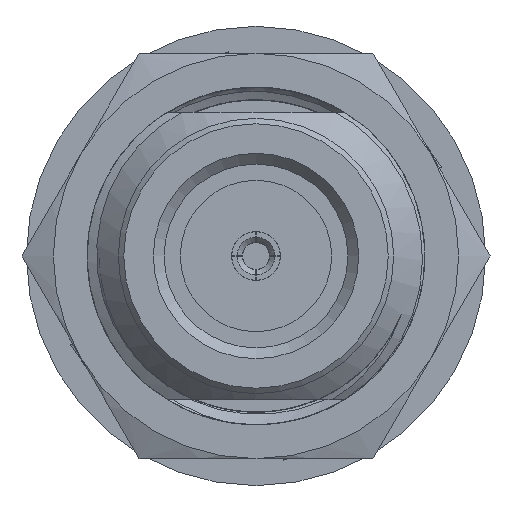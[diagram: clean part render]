
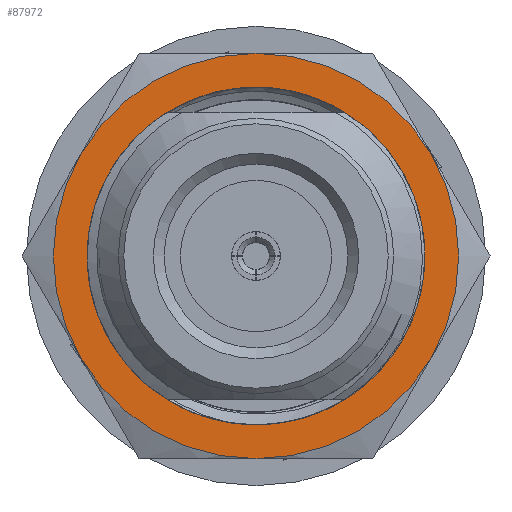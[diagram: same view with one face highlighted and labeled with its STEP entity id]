
A CAD part, left-side view. The second image highlights one B-rep face of the part: STEP entity #87972.
In plain terms, the highlighted planar face has unit normal (-1, 0, 0).
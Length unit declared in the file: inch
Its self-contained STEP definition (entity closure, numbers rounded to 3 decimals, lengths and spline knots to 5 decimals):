
#182 = CARTESIAN_POINT ( 'NONE',  ( 0.587, 0., 0. ) ) ;
#337 = VERTEX_POINT ( 'NONE', #60932 ) ;
#670 = EDGE_CURVE ( 'NONE', #68788, #337, #54066, .T. ) ;
#802 = CARTESIAN_POINT ( 'NONE',  ( 0.587, 0.32476, 0.1875 ) ) ;
#3047 = CARTESIAN_POINT ( 'NONE',  ( 0.587, 0., 0. ) ) ;
#3669 = AXIS2_PLACEMENT_3D ( 'NONE', #5069, #32090, #25701 ) ;
#4420 = CIRCLE ( 'NONE', #77262, 0.375 ) ;
#4525 = VERTEX_POINT ( 'NONE', #36189 ) ;
#5069 = CARTESIAN_POINT ( 'NONE',  ( 0.587, 0., 0. ) ) ;
#5228 = FACE_OUTER_BOUND ( 'NONE', #86968, .T. ) ;
#5265 = DIRECTION ( 'NONE',  ( 0., 0.5, -0.866 ) ) ;
#6292 = CARTESIAN_POINT ( 'NONE',  ( 0.587, 0.07001, -0.30456 ) ) ;
#6618 = DIRECTION ( 'NONE',  ( 0., 0.5, -0.866 ) ) ;
#10665 = EDGE_CURVE ( 'NONE', #41117, #76953, #73484, .T. ) ;
#10844 = DIRECTION ( 'NONE',  ( 0., 0.5, -0.866 ) ) ;
#11745 = DIRECTION ( 'NONE',  ( -1., 0., 0. ) ) ;
#11969 = EDGE_CURVE ( 'NONE', #64435, #44057, #13767, .T. ) ;
#13767 = CIRCLE ( 'NONE', #77748, 0.375 ) ;
#17292 = DIRECTION ( 'NONE',  ( -1., 0., 0. ) ) ;
#17893 = CIRCLE ( 'NONE', #88581, 0.375 ) ;
#18819 = AXIS2_PLACEMENT_3D ( 'NONE', #61354, #19988, #6618 ) ;
#19688 = CARTESIAN_POINT ( 'NONE',  ( 0.587, 0., -0.375 ) ) ;
#19988 = DIRECTION ( 'NONE',  ( -1., 0., 0. ) ) ;
#22880 = ORIENTED_EDGE ( 'NONE', *, *, #40383, .F. ) ;
#25701 = DIRECTION ( 'NONE',  ( 0., 0.5, -0.866 ) ) ;
#26404 = DIRECTION ( 'NONE',  ( -1., 0., 0. ) ) ;
#26866 = ORIENTED_EDGE ( 'NONE', *, *, #50280, .T. ) ;
#32078 = CARTESIAN_POINT ( 'NONE',  ( 0.587, 0., 0. ) ) ;
#32090 = DIRECTION ( 'NONE',  ( -1., 0., 0. ) ) ;
#32846 = CIRCLE ( 'NONE', #46258, 0.375 ) ;
#33395 = PLANE ( 'NONE',  #18819 ) ;
#33843 = EDGE_CURVE ( 'NONE', #337, #64435, #17893, .T. ) ;
#36189 = CARTESIAN_POINT ( 'NONE',  ( 0.587, 0.32476, -0.1875 ) ) ;
#37383 = CIRCLE ( 'NONE', #3669, 0.3125 ) ;
#38510 = CARTESIAN_POINT ( 'NONE',  ( 0.587, 0., 0. ) ) ;
#40383 = EDGE_CURVE ( 'NONE', #76953, #41117, #37383, .T. ) ;
#40909 = ORIENTED_EDGE ( 'NONE', *, *, #79197, .T. ) ;
#41117 = VERTEX_POINT ( 'NONE', #51533 ) ;
#41793 = DIRECTION ( 'NONE',  ( -1., 0., 0. ) ) ;
#43506 = ORIENTED_EDGE ( 'NONE', *, *, #33843, .T. ) ;
#44057 = VERTEX_POINT ( 'NONE', #802 ) ;
#44064 = DIRECTION ( 'NONE',  ( 0., 0.5, -0.866 ) ) ;
#45465 = DIRECTION ( 'NONE',  ( -1., 0., 0. ) ) ;
#46258 = AXIS2_PLACEMENT_3D ( 'NONE', #88977, #26404, #54372 ) ;
#46888 = DIRECTION ( 'NONE',  ( -1., 0., 0. ) ) ;
#49677 = CARTESIAN_POINT ( 'NONE',  ( 0.587, 0., 0. ) ) ;
#50280 = EDGE_CURVE ( 'NONE', #87808, #68788, #32846, .T. ) ;
#50867 = DIRECTION ( 'NONE',  ( -1., 0., 0. ) ) ;
#50989 = AXIS2_PLACEMENT_3D ( 'NONE', #87861, #46888, #5265 ) ;
#51533 = CARTESIAN_POINT ( 'NONE',  ( 0.587, 0.26486, -0.16585 ) ) ;
#54066 = CIRCLE ( 'NONE', #65363, 0.375 ) ;
#54372 = DIRECTION ( 'NONE',  ( 0., 0.5, -0.866 ) ) ;
#54390 = EDGE_LOOP ( 'NONE', ( #22880, #78023 ) ) ;
#54468 = CARTESIAN_POINT ( 'NONE',  ( 0.587, -0.32476, -0.1875 ) ) ;
#60932 = CARTESIAN_POINT ( 'NONE',  ( 0.587, -0.32476, 0.1875 ) ) ;
#61354 = CARTESIAN_POINT ( 'NONE',  ( 0.587, 0., 0. ) ) ;
#64435 = VERTEX_POINT ( 'NONE', #86492 ) ;
#64693 = EDGE_CURVE ( 'NONE', #44057, #4525, #4420, .T. ) ;
#65363 = AXIS2_PLACEMENT_3D ( 'NONE', #49677, #50867, #85482 ) ;
#68788 = VERTEX_POINT ( 'NONE', #54468 ) ;
#73484 = CIRCLE ( 'NONE', #50989, 0.3125 ) ;
#76953 = VERTEX_POINT ( 'NONE', #6292 ) ;
#77036 = CIRCLE ( 'NONE', #80981, 0.375 ) ;
#77037 = ORIENTED_EDGE ( 'NONE', *, *, #11969, .T. ) ;
#77262 = AXIS2_PLACEMENT_3D ( 'NONE', #38510, #11745, #10844 ) ;
#77748 = AXIS2_PLACEMENT_3D ( 'NONE', #32078, #45465, #80699 ) ;
#78023 = ORIENTED_EDGE ( 'NONE', *, *, #10665, .F. ) ;
#79197 = EDGE_CURVE ( 'NONE', #4525, #87808, #77036, .T. ) ;
#80699 = DIRECTION ( 'NONE',  ( 0., 0.5, -0.866 ) ) ;
#80981 = AXIS2_PLACEMENT_3D ( 'NONE', #3047, #17292, #44064 ) ;
#81772 = ORIENTED_EDGE ( 'NONE', *, *, #64693, .T. ) ;
#82574 = ORIENTED_EDGE ( 'NONE', *, *, #670, .T. ) ;
#82824 = DIRECTION ( 'NONE',  ( 0., 0.5, -0.866 ) ) ;
#85482 = DIRECTION ( 'NONE',  ( 0., 0.5, -0.866 ) ) ;
#86492 = CARTESIAN_POINT ( 'NONE',  ( 0.587, 0., 0.375 ) ) ;
#86968 = EDGE_LOOP ( 'NONE', ( #40909, #26866, #82574, #43506, #77037, #81772 ) ) ;
#87808 = VERTEX_POINT ( 'NONE', #19688 ) ;
#87861 = CARTESIAN_POINT ( 'NONE',  ( 0.587, 0., 0. ) ) ;
#87972 = ADVANCED_FACE ( 'NONE', ( #88900, #5228 ), #33395, .T. ) ;
#88581 = AXIS2_PLACEMENT_3D ( 'NONE', #182, #41793, #82824 ) ;
#88900 = FACE_BOUND ( 'NONE', #54390, .T. ) ;
#88977 = CARTESIAN_POINT ( 'NONE',  ( 0.587, 0., 0. ) ) ;
